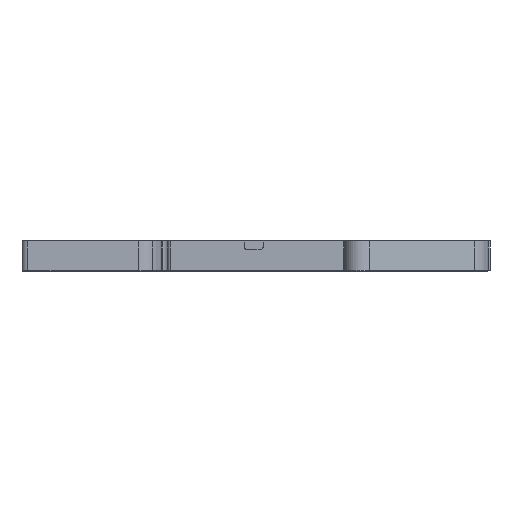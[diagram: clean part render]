
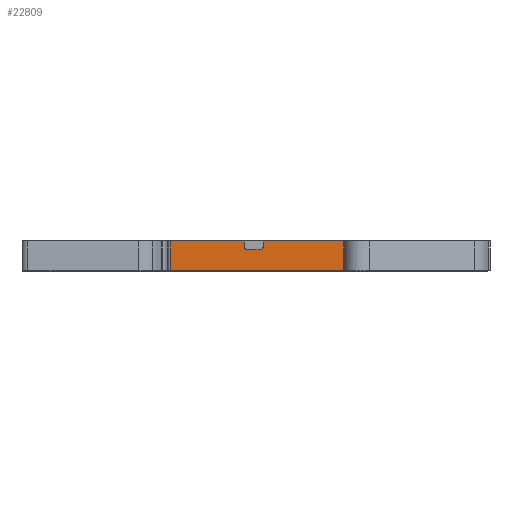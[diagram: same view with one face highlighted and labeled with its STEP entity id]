
A CAD part, front view. The second image highlights one B-rep face of the part: STEP entity #22809.
In plain terms, the highlighted planar face has unit normal (0, -1, 0).
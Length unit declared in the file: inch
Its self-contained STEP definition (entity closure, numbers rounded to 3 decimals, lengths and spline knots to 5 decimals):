
#480 = ORIENTED_EDGE ( 'NONE', *, *, #34241, .F. ) ;
#1030 = LINE ( 'NONE', #7212, #23765 ) ;
#1033 = CARTESIAN_POINT ( 'NONE',  ( 0., 0., 0.20276 ) ) ;
#1092 = CARTESIAN_POINT ( 'NONE',  ( 0.04023, 0., 0.16339 ) ) ;
#1999 = CARTESIAN_POINT ( 'NONE',  ( 0.04023, 0., 0.20276 ) ) ;
#3111 = VECTOR ( 'NONE', #25321, 39.37008 ) ;
#3317 = ORIENTED_EDGE ( 'NONE', *, *, #21700, .F. ) ;
#3442 = VECTOR ( 'NONE', #33388, 39.37008 ) ;
#4066 = CARTESIAN_POINT ( 'NONE',  ( -0.0776, 0., 0.1437 ) ) ;
#4269 = LINE ( 'NONE', #10264, #9713 ) ;
#4475 = CARTESIAN_POINT ( 'NONE',  ( -0.06607, 0., 0.1437 ) ) ;
#5800 = ORIENTED_EDGE ( 'NONE', *, *, #36448, .F. ) ;
#5804 = CARTESIAN_POINT ( 'NONE',  ( -0.58243, 0., 0.20276 ) ) ;
#7034 = DIRECTION ( 'NONE',  ( 1., 0., 0. ) ) ;
#7154 = ORIENTED_EDGE ( 'NONE', *, *, #16336, .F. ) ;
#7212 = CARTESIAN_POINT ( 'NONE',  ( 0., 0., 0.20276 ) ) ;
#7708 = EDGE_CURVE ( 'NONE', #29913, #20225, #17512, .T. ) ;
#8149 = DIRECTION ( 'NONE',  ( 0., 0., 1. ) ) ;
#9169 = PLANE ( 'NONE',  #17420 ) ;
#9713 = VECTOR ( 'NONE', #25304, 39.37008 ) ;
#9782 = DIRECTION ( 'NONE',  ( -1., 0., 0. ) ) ;
#10187 = CARTESIAN_POINT ( 'NONE',  ( 0.60441, 0., 0.00591 ) ) ;
#10264 = CARTESIAN_POINT ( 'NONE',  ( -0.58243, 0., 0.20276 ) ) ;
#10719 = CARTESIAN_POINT ( 'NONE',  ( 0., 0., 0.20276 ) ) ;
#11124 =( BOUNDED_CURVE ( )  B_SPLINE_CURVE ( 3, ( #19056, #30818, #18677, #1092 ),
 .UNSPECIFIED., .F., .T. ) 
 B_SPLINE_CURVE_WITH_KNOTS ( ( 4, 4 ),
 ( 1.5708, 3.14159 ),
 .UNSPECIFIED. ) 
 CURVE ( )  GEOMETRIC_REPRESENTATION_ITEM ( )  RATIONAL_B_SPLINE_CURVE ( ( 1., 0.805, 0.805, 1. ) ) 
 REPRESENTATION_ITEM ( '' )  );
#11995 = VERTEX_POINT ( 'NONE', #23916 ) ;
#12458 = VERTEX_POINT ( 'NONE', #10187 ) ;
#12590 = ORIENTED_EDGE ( 'NONE', *, *, #18752, .F. ) ;
#12611 = VERTEX_POINT ( 'NONE', #28682 ) ;
#12824 = DIRECTION ( 'NONE',  ( -1., 0., 0. ) ) ;
#13120 = VERTEX_POINT ( 'NONE', #23970 ) ;
#13156 = LINE ( 'NONE', #27399, #3442 ) ;
#13610 = LINE ( 'NONE', #10719, #17326 ) ;
#15168 = CARTESIAN_POINT ( 'NONE',  ( -0.08576, 0., 0.20276 ) ) ;
#15240 = VECTOR ( 'NONE', #9782, 39.37008 ) ;
#16075 = LINE ( 'NONE', #28595, #3111 ) ;
#16079 = ORIENTED_EDGE ( 'NONE', *, *, #24325, .F. ) ;
#16336 = EDGE_CURVE ( 'NONE', #32852, #29913, #1030, .T. ) ;
#16852 = LINE ( 'NONE', #1999, #25313 ) ;
#17326 = VECTOR ( 'NONE', #7034, 39.37008 ) ;
#17420 = AXIS2_PLACEMENT_3D ( 'NONE', #1033, #29799, #12824 ) ;
#17512 = LINE ( 'NONE', #15168, #24985 ) ;
#18677 = CARTESIAN_POINT ( 'NONE',  ( 0.04023, 0., 0.15185 ) ) ;
#18752 = EDGE_CURVE ( 'NONE', #11995, #20443, #13610, .T. ) ;
#19056 = CARTESIAN_POINT ( 'NONE',  ( 0.02054, 0., 0.1437 ) ) ;
#20225 = VERTEX_POINT ( 'NONE', #35517 ) ;
#20443 = VERTEX_POINT ( 'NONE', #22997 ) ;
#20954 = ORIENTED_EDGE ( 'NONE', *, *, #24619, .F. ) ;
#21284 = EDGE_LOOP ( 'NONE', ( #28069, #24116, #16079, #12590, #5800, #20954, #480, #3317, #24577, #7154 ) ) ;
#21497 = DIRECTION ( 'NONE',  ( 1., 0., 0. ) ) ;
#21700 = EDGE_CURVE ( 'NONE', #20225, #35896, #28118, .T. ) ;
#22809 = ADVANCED_FACE ( 'NONE', ( #36123 ), #9169, .F. ) ;
#22997 = CARTESIAN_POINT ( 'NONE',  ( 0.60441, 0., 0.20276 ) ) ;
#23765 = VECTOR ( 'NONE', #21497, 39.37008 ) ;
#23916 = CARTESIAN_POINT ( 'NONE',  ( 0.04023, 0., 0.20276 ) ) ;
#23970 = CARTESIAN_POINT ( 'NONE',  ( -0.58243, 0., 0.00591 ) ) ;
#24116 = ORIENTED_EDGE ( 'NONE', *, *, #28227, .F. ) ;
#24325 = EDGE_CURVE ( 'NONE', #20443, #12458, #16075, .T. ) ;
#24430 = LINE ( 'NONE', #33494, #15240 ) ;
#24577 = ORIENTED_EDGE ( 'NONE', *, *, #7708, .F. ) ;
#24619 = EDGE_CURVE ( 'NONE', #12611, #33832, #11124, .T. ) ;
#24985 = VECTOR ( 'NONE', #35395, 39.37008 ) ;
#25304 = DIRECTION ( 'NONE',  ( 0., 0., 1. ) ) ;
#25313 = VECTOR ( 'NONE', #8149, 39.37008 ) ;
#25321 = DIRECTION ( 'NONE',  ( 0., 0., -1. ) ) ;
#27399 = CARTESIAN_POINT ( 'NONE',  ( 0., 0., 0.1437 ) ) ;
#28001 = EDGE_CURVE ( 'NONE', #13120, #32852, #4269, .T. ) ;
#28069 = ORIENTED_EDGE ( 'NONE', *, *, #28001, .F. ) ;
#28118 =( BOUNDED_CURVE ( )  B_SPLINE_CURVE ( 3, ( #30898, #33193, #4066, #4475 ),
 .UNSPECIFIED., .F., .T. ) 
 B_SPLINE_CURVE_WITH_KNOTS ( ( 4, 4 ),
 ( 3.14159, 4.71239 ),
 .UNSPECIFIED. ) 
 CURVE ( )  GEOMETRIC_REPRESENTATION_ITEM ( )  RATIONAL_B_SPLINE_CURVE ( ( 1., 0.805, 0.805, 1. ) ) 
 REPRESENTATION_ITEM ( '' )  );
#28227 = EDGE_CURVE ( 'NONE', #12458, #13120, #24430, .T. ) ;
#28595 = CARTESIAN_POINT ( 'NONE',  ( 0.60441, 0., 0.20276 ) ) ;
#28682 = CARTESIAN_POINT ( 'NONE',  ( 0.02054, 0., 0.1437 ) ) ;
#29799 = DIRECTION ( 'NONE',  ( 0., 1., 0. ) ) ;
#29913 = VERTEX_POINT ( 'NONE', #32924 ) ;
#30540 = CARTESIAN_POINT ( 'NONE',  ( 0.04023, 0., 0.16339 ) ) ;
#30818 = CARTESIAN_POINT ( 'NONE',  ( 0.03207, 0., 0.1437 ) ) ;
#30898 = CARTESIAN_POINT ( 'NONE',  ( -0.08576, 0., 0.16339 ) ) ;
#32852 = VERTEX_POINT ( 'NONE', #5804 ) ;
#32924 = CARTESIAN_POINT ( 'NONE',  ( -0.08576, 0., 0.20276 ) ) ;
#33193 = CARTESIAN_POINT ( 'NONE',  ( -0.08576, 0., 0.15185 ) ) ;
#33388 = DIRECTION ( 'NONE',  ( 1., 0., 0. ) ) ;
#33494 = CARTESIAN_POINT ( 'NONE',  ( 0., 0., 0.00591 ) ) ;
#33832 = VERTEX_POINT ( 'NONE', #30540 ) ;
#34241 = EDGE_CURVE ( 'NONE', #35896, #12611, #13156, .T. ) ;
#34889 = CARTESIAN_POINT ( 'NONE',  ( -0.06607, 0., 0.1437 ) ) ;
#35395 = DIRECTION ( 'NONE',  ( 0., 0., -1. ) ) ;
#35517 = CARTESIAN_POINT ( 'NONE',  ( -0.08576, 0., 0.16339 ) ) ;
#35896 = VERTEX_POINT ( 'NONE', #34889 ) ;
#36123 = FACE_OUTER_BOUND ( 'NONE', #21284, .T. ) ;
#36448 = EDGE_CURVE ( 'NONE', #33832, #11995, #16852, .T. ) ;
